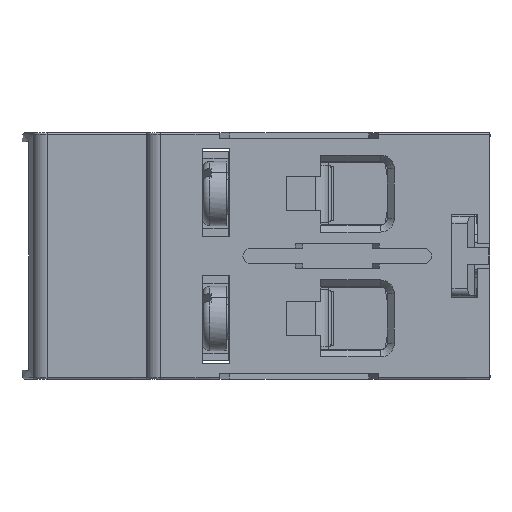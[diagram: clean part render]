
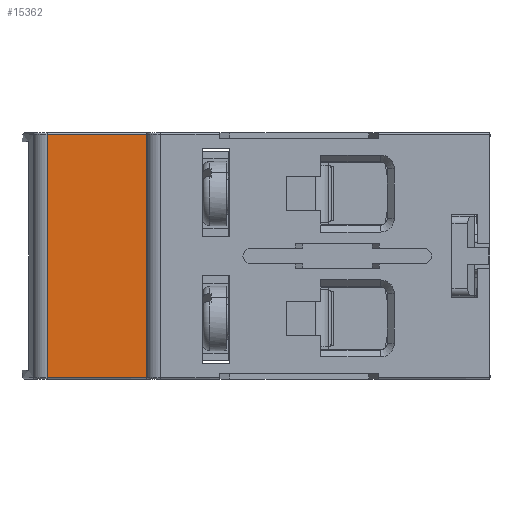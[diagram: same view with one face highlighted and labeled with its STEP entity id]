
A CAD part, left-side view. The second image highlights one B-rep face of the part: STEP entity #15362.
In plain terms, the highlighted planar face has unit normal (-1, 0.011, 0).
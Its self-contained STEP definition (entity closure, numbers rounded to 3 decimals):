
#162 = CARTESIAN_POINT ( 'NONE',  ( -22.5, 84.742, -17.55 ) ) ;
#6294 = EDGE_CURVE ( 'NONE', #57374, #55689, #36633, .T. ) ;
#8040 = ORIENTED_EDGE ( 'NONE', *, *, #30267, .F. ) ;
#10312 = CARTESIAN_POINT ( 'NONE',  ( -22.5, 84.742, 17.55 ) ) ;
#11623 = CARTESIAN_POINT ( 'NONE',  ( -22.35, 99.077, 17.75 ) ) ;
#13190 = AXIS2_PLACEMENT_3D ( 'NONE', #51507, #62899, #45867 ) ;
#14407 = LINE ( 'NONE', #24643, #15387 ) ;
#15165 = CARTESIAN_POINT ( 'NONE',  ( -22.35, 99.077, 17.55 ) ) ;
#15362 = ADVANCED_FACE ( 'NONE', ( #54507 ), #69012, .F. ) ;
#15387 = VECTOR ( 'NONE', #73358, 1000. ) ;
#17700 = CARTESIAN_POINT ( 'NONE',  ( -22.5, 84.742, -17.55 ) ) ;
#19442 = CARTESIAN_POINT ( 'NONE',  ( -22.5, 84.742, 17.55 ) ) ;
#19712 = DIRECTION ( 'NONE',  ( 0.01, 1., 0. ) ) ;
#24643 = CARTESIAN_POINT ( 'NONE',  ( -22.5, 84.742, 17.75 ) ) ;
#26759 = LINE ( 'NONE', #17700, #47686 ) ;
#29778 = ORIENTED_EDGE ( 'NONE', *, *, #30601, .T. ) ;
#30267 = EDGE_CURVE ( 'NONE', #57374, #57570, #14407, .T. ) ;
#30601 = EDGE_CURVE ( 'NONE', #35324, #57570, #26759, .T. ) ;
#35324 = VERTEX_POINT ( 'NONE', #78942 ) ;
#35364 = VECTOR ( 'NONE', #65689, 1000. ) ;
#36633 = LINE ( 'NONE', #19442, #72767 ) ;
#38508 = ORIENTED_EDGE ( 'NONE', *, *, #6294, .T. ) ;
#39383 = EDGE_LOOP ( 'NONE', ( #60204, #29778, #8040, #38508 ) ) ;
#44865 = LINE ( 'NONE', #11623, #35364 ) ;
#45867 = DIRECTION ( 'NONE',  ( 0.01, 1., 0. ) ) ;
#47686 = VECTOR ( 'NONE', #59985, 1000. ) ;
#51507 = CARTESIAN_POINT ( 'NONE',  ( -22.5, 84.742, 17.75 ) ) ;
#54507 = FACE_OUTER_BOUND ( 'NONE', #39383, .T. ) ;
#55689 = VERTEX_POINT ( 'NONE', #15165 ) ;
#57374 = VERTEX_POINT ( 'NONE', #10312 ) ;
#57570 = VERTEX_POINT ( 'NONE', #162 ) ;
#59985 = DIRECTION ( 'NONE',  ( -0.01, -1., 0. ) ) ;
#60204 = ORIENTED_EDGE ( 'NONE', *, *, #61454, .T. ) ;
#61454 = EDGE_CURVE ( 'NONE', #55689, #35324, #44865, .T. ) ;
#62899 = DIRECTION ( 'NONE',  ( 1., -0.01, 0. ) ) ;
#65689 = DIRECTION ( 'NONE',  ( 0., 0., -1. ) ) ;
#69012 = PLANE ( 'NONE',  #13190 ) ;
#72767 = VECTOR ( 'NONE', #19712, 1000. ) ;
#73358 = DIRECTION ( 'NONE',  ( 0., 0., -1. ) ) ;
#78942 = CARTESIAN_POINT ( 'NONE',  ( -22.35, 99.077, -17.55 ) ) ;
